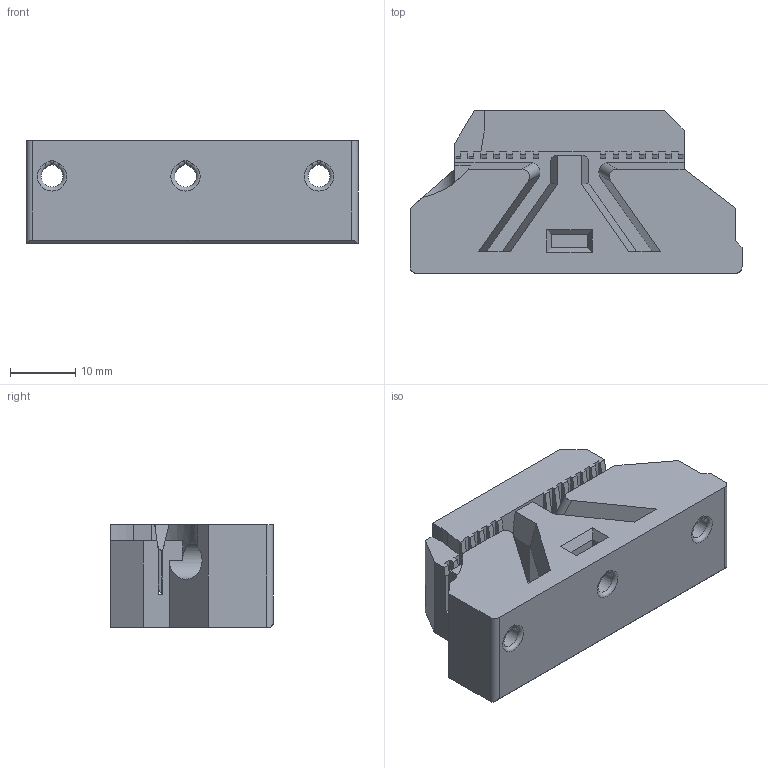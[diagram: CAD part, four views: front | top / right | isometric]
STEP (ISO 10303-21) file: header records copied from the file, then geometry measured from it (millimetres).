
FILE_DESCRIPTION(/* description */ (''),/* implementation_level */ '2;1');
FILE_NAME(/* name */ 'y_belt_holder_2.0_mk2s-2.5-2.5s.step',/* time_stamp */ '2019-09-11T17:03:55+02:00',/* author */ (''),/* organization */ (''),/* preprocessor_version */ 'ST-DEVELOPER v18',/* originating_system */ 'Autodesk Translation Framework v8.6.0.1094',/* authorisation */ '');
FILE_SCHEMA (('AUTOMOTIVE_DESIGN { 1 0 10303 214 3 1 1 }'));
Length unit declared in the file: millimetre
Products named in the file (2): y_belt_holder_2.0_mk2s-2.5-2.5s; y_belt_holder
Assembly tree (1 placements, depth 2):
  y_belt_holder_2.0_mk2s-2.5-2.5s
    y_belt_holder
Bounding box: 51 x 25 x 15.8 mm (x, y, z)
Volume: 14435.8 mm3; surface area: 6783.9 mm2
Topology: 1 solids, 7 shells, 209 faces, 560 edges, 365 vertices
Faces by surface type: plane 179, cylinder 27, torus 3
Entity records: 6490 total; most frequent: CARTESIAN_POINT 1177, ORIENTED_EDGE 1112, DIRECTION 1034, EDGE_CURVE 556, LINE 494, VECTOR 494, VERTEX_POINT 363, AXIS2_PLACEMENT_3D 270
